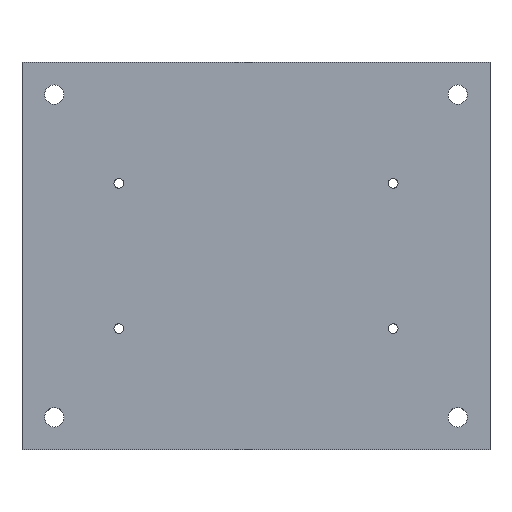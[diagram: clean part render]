
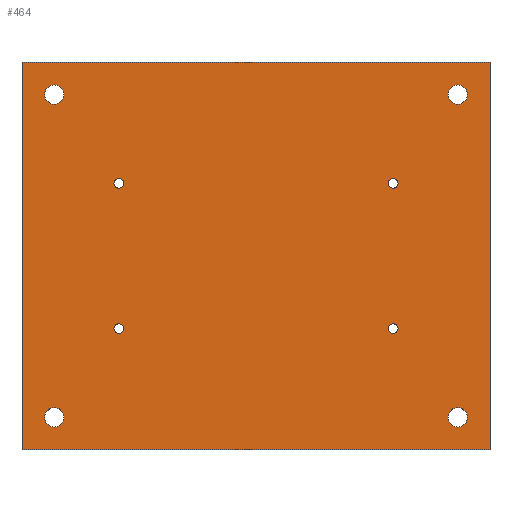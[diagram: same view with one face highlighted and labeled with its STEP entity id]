
A CAD part, top view. The second image highlights one B-rep face of the part: STEP entity #464.
In plain terms, the highlighted planar face has unit normal (0, 0, 1).
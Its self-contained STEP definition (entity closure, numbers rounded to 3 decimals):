
#23=FACE_BOUND('',#101,.T.);
#24=FACE_BOUND('',#102,.T.);
#25=FACE_BOUND('',#103,.T.);
#26=FACE_BOUND('',#104,.T.);
#27=FACE_BOUND('',#105,.T.);
#28=FACE_BOUND('',#106,.T.);
#29=FACE_BOUND('',#107,.T.);
#30=FACE_BOUND('',#108,.T.);
#40=PLANE('',#534);
#66=FACE_OUTER_BOUND('',#100,.T.);
#100=EDGE_LOOP('',(#401,#402,#403,#404));
#101=EDGE_LOOP('',(#405));
#102=EDGE_LOOP('',(#406));
#103=EDGE_LOOP('',(#407));
#104=EDGE_LOOP('',(#408));
#105=EDGE_LOOP('',(#409));
#106=EDGE_LOOP('',(#410));
#107=EDGE_LOOP('',(#411));
#108=EDGE_LOOP('',(#412));
#129=LINE('',#782,#161);
#137=LINE('',#797,#169);
#140=LINE('',#802,#172);
#141=LINE('',#803,#173);
#161=VECTOR('',#653,10.);
#169=VECTOR('',#667,10.);
#172=VECTOR('',#672,10.);
#173=VECTOR('',#673,10.);
#177=CIRCLE('',#484,1.5);
#179=CIRCLE('',#487,1.5);
#181=CIRCLE('',#490,1.5);
#183=CIRCLE('',#493,1.5);
#186=CIRCLE('',#497,3.);
#191=CIRCLE('',#505,3.);
#197=CIRCLE('',#514,3.);
#202=CIRCLE('',#522,3.);
#207=VERTEX_POINT('',#687);
#209=VERTEX_POINT('',#693);
#211=VERTEX_POINT('',#699);
#213=VERTEX_POINT('',#705);
#216=VERTEX_POINT('',#713);
#221=VERTEX_POINT('',#728);
#227=VERTEX_POINT('',#745);
#232=VERTEX_POINT('',#760);
#237=VERTEX_POINT('',#780);
#238=VERTEX_POINT('',#781);
#242=VERTEX_POINT('',#796);
#243=VERTEX_POINT('',#801);
#245=EDGE_CURVE('',#207,#207,#177,.T.);
#248=EDGE_CURVE('',#209,#209,#179,.T.);
#251=EDGE_CURVE('',#211,#211,#181,.T.);
#254=EDGE_CURVE('',#213,#213,#183,.T.);
#259=EDGE_CURVE('',#216,#216,#186,.T.);
#266=EDGE_CURVE('',#221,#221,#191,.T.);
#274=EDGE_CURVE('',#227,#227,#197,.T.);
#281=EDGE_CURVE('',#232,#232,#202,.T.);
#291=EDGE_CURVE('',#237,#238,#129,.T.);
#299=EDGE_CURVE('',#238,#242,#137,.T.);
#302=EDGE_CURVE('',#243,#237,#140,.T.);
#303=EDGE_CURVE('',#242,#243,#141,.T.);
#401=ORIENTED_EDGE('',*,*,#299,.F.);
#402=ORIENTED_EDGE('',*,*,#291,.F.);
#403=ORIENTED_EDGE('',*,*,#302,.F.);
#404=ORIENTED_EDGE('',*,*,#303,.F.);
#405=ORIENTED_EDGE('',*,*,#245,.T.);
#406=ORIENTED_EDGE('',*,*,#248,.T.);
#407=ORIENTED_EDGE('',*,*,#251,.T.);
#408=ORIENTED_EDGE('',*,*,#254,.T.);
#409=ORIENTED_EDGE('',*,*,#259,.T.);
#410=ORIENTED_EDGE('',*,*,#281,.T.);
#411=ORIENTED_EDGE('',*,*,#274,.T.);
#412=ORIENTED_EDGE('',*,*,#266,.T.);
#464=ADVANCED_FACE('',(#66,#23,#24,#25,#26,#27,#28,#29,#30),#40,.T.);
#484=AXIS2_PLACEMENT_3D('',#688,#543,#544);
#487=AXIS2_PLACEMENT_3D('',#694,#550,#551);
#490=AXIS2_PLACEMENT_3D('',#700,#557,#558);
#493=AXIS2_PLACEMENT_3D('',#706,#564,#565);
#497=AXIS2_PLACEMENT_3D('',#715,#574,#575);
#505=AXIS2_PLACEMENT_3D('',#730,#592,#593);
#514=AXIS2_PLACEMENT_3D('',#747,#612,#613);
#522=AXIS2_PLACEMENT_3D('',#762,#630,#631);
#534=AXIS2_PLACEMENT_3D('',#800,#670,#671);
#543=DIRECTION('center_axis',(0.,0.,-1.));
#544=DIRECTION('ref_axis',(-1.,0.,0.));
#550=DIRECTION('center_axis',(0.,0.,-1.));
#551=DIRECTION('ref_axis',(-1.,0.,0.));
#557=DIRECTION('center_axis',(0.,0.,-1.));
#558=DIRECTION('ref_axis',(-1.,0.,0.));
#564=DIRECTION('center_axis',(0.,0.,-1.));
#565=DIRECTION('ref_axis',(-1.,0.,0.));
#574=DIRECTION('center_axis',(0.,0.,-1.));
#575=DIRECTION('ref_axis',(1.,0.,0.));
#592=DIRECTION('center_axis',(0.,0.,-1.));
#593=DIRECTION('ref_axis',(1.,0.,0.));
#612=DIRECTION('center_axis',(0.,0.,-1.));
#613=DIRECTION('ref_axis',(1.,0.,0.));
#630=DIRECTION('center_axis',(0.,0.,-1.));
#631=DIRECTION('ref_axis',(1.,0.,0.));
#653=DIRECTION('',(1.,0.,0.));
#667=DIRECTION('',(0.,-1.,0.));
#670=DIRECTION('center_axis',(0.,0.,1.));
#671=DIRECTION('ref_axis',(1.,0.,0.));
#672=DIRECTION('',(0.,1.,0.));
#673=DIRECTION('',(-1.,0.,0.));
#687=CARTESIAN_POINT('',(-3.5,-22.5,0.));
#688=CARTESIAN_POINT('Origin',(-5.,-22.5,0.));
#693=CARTESIAN_POINT('',(-3.5,22.5,0.));
#694=CARTESIAN_POINT('Origin',(-5.,22.5,0.));
#699=CARTESIAN_POINT('',(81.5,-22.5,0.));
#700=CARTESIAN_POINT('Origin',(80.,-22.5,0.));
#705=CARTESIAN_POINT('',(81.5,22.5,0.));
#706=CARTESIAN_POINT('Origin',(80.,22.5,0.));
#713=CARTESIAN_POINT('',(-28.,-50.,0.));
#715=CARTESIAN_POINT('Origin',(-25.,-50.,0.));
#728=CARTESIAN_POINT('',(97.,50.,0.));
#730=CARTESIAN_POINT('Origin',(100.,50.,0.));
#745=CARTESIAN_POINT('',(-28.,50.,0.));
#747=CARTESIAN_POINT('Origin',(-25.,50.,0.));
#760=CARTESIAN_POINT('',(97.,-50.,0.));
#762=CARTESIAN_POINT('Origin',(100.,-50.,0.));
#780=CARTESIAN_POINT('',(-35.,60.,0.));
#781=CARTESIAN_POINT('',(110.,60.,0.));
#782=CARTESIAN_POINT('',(-35.,60.,0.));
#796=CARTESIAN_POINT('',(110.,-60.,0.));
#797=CARTESIAN_POINT('',(110.,60.,0.));
#800=CARTESIAN_POINT('Origin',(105.,55.,0.));
#801=CARTESIAN_POINT('',(-35.,-60.,0.));
#802=CARTESIAN_POINT('',(-35.,-60.,0.));
#803=CARTESIAN_POINT('',(110.,-60.,0.));
